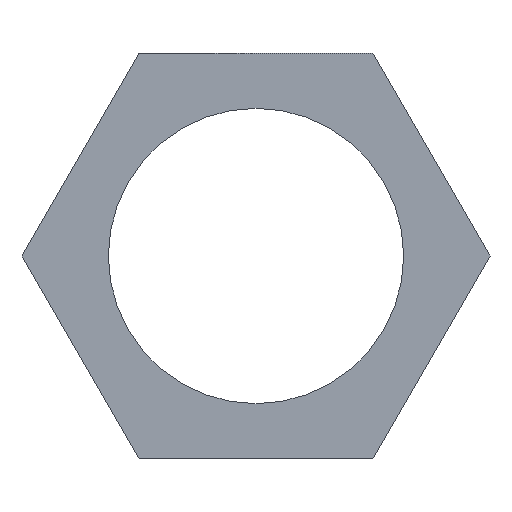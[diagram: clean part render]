
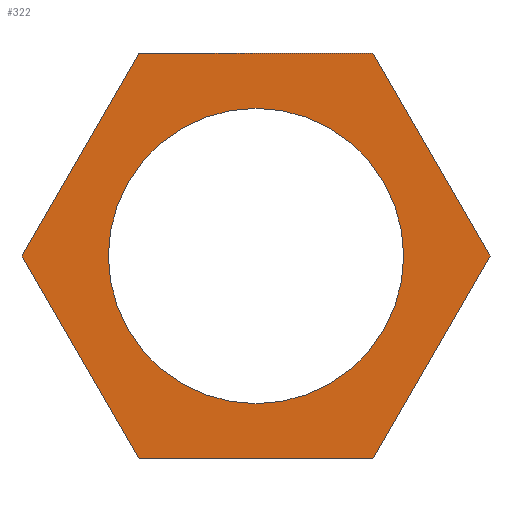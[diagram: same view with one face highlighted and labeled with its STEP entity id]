
A CAD part, front view. The second image highlights one B-rep face of the part: STEP entity #322.
In plain terms, the highlighted planar face has unit normal (0, -1, 0).
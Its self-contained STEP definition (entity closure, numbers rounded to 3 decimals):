
#7 = ORIENTED_EDGE ( 'NONE', *, *, #265, .F. ) ;
#9 = CIRCLE ( 'NONE', #169, 2.55 ) ;
#10 = CARTESIAN_POINT ( 'NONE',  ( 2.021, 0., 3.5 ) ) ;
#12 = ORIENTED_EDGE ( 'NONE', *, *, #110, .F. ) ;
#24 = DIRECTION ( 'NONE',  ( 1., 0., 0. ) ) ;
#27 = VERTEX_POINT ( 'NONE', #270 ) ;
#38 = VECTOR ( 'NONE', #224, 1000. ) ;
#43 = EDGE_CURVE ( 'NONE', #285, #218, #97, .T. ) ;
#46 = DIRECTION ( 'NONE',  ( 0., 0., 1. ) ) ;
#56 = EDGE_CURVE ( 'NONE', #332, #116, #143, .T. ) ;
#69 = DIRECTION ( 'NONE',  ( 0., 0., -1. ) ) ;
#76 = CARTESIAN_POINT ( 'NONE',  ( 0., 0., 0. ) ) ;
#77 = FACE_BOUND ( 'NONE', #137, .T. ) ;
#78 = DIRECTION ( 'NONE',  ( 0., 1., 0. ) ) ;
#82 = LINE ( 'NONE', #152, #202 ) ;
#83 = DIRECTION ( 'NONE',  ( 0., 0., -1. ) ) ;
#85 = LINE ( 'NONE', #334, #278 ) ;
#97 = LINE ( 'NONE', #10, #138 ) ;
#110 = EDGE_CURVE ( 'NONE', #167, #317, #294, .T. ) ;
#112 = PLANE ( 'NONE',  #231 ) ;
#113 = ORIENTED_EDGE ( 'NONE', *, *, #179, .F. ) ;
#116 = VERTEX_POINT ( 'NONE', #200 ) ;
#117 = ORIENTED_EDGE ( 'NONE', *, *, #227, .F. ) ;
#128 = CARTESIAN_POINT ( 'NONE',  ( 0., 0., 2.55 ) ) ;
#130 = DIRECTION ( 'NONE',  ( 0., -1., 0. ) ) ;
#137 = EDGE_LOOP ( 'NONE', ( #164, #155 ) ) ;
#138 = VECTOR ( 'NONE', #271, 1000. ) ;
#143 = CIRCLE ( 'NONE', #257, 2.55 ) ;
#152 = CARTESIAN_POINT ( 'NONE',  ( 4.041, 0., 0. ) ) ;
#155 = ORIENTED_EDGE ( 'NONE', *, *, #56, .F. ) ;
#158 = FACE_OUTER_BOUND ( 'NONE', #226, .T. ) ;
#159 = CARTESIAN_POINT ( 'NONE',  ( 2.021, 0., -3.5 ) ) ;
#164 = ORIENTED_EDGE ( 'NONE', *, *, #323, .F. ) ;
#167 = VERTEX_POINT ( 'NONE', #201 ) ;
#169 = AXIS2_PLACEMENT_3D ( 'NONE', #76, #130, #83 ) ;
#173 = CARTESIAN_POINT ( 'NONE',  ( 0., 0., 0. ) ) ;
#179 = EDGE_CURVE ( 'NONE', #218, #27, #82, .T. ) ;
#184 = CARTESIAN_POINT ( 'NONE',  ( -2.021, 0., 3.5 ) ) ;
#185 = CARTESIAN_POINT ( 'NONE',  ( -2.021, 0., -3.5 ) ) ;
#189 = LINE ( 'NONE', #313, #300 ) ;
#200 = CARTESIAN_POINT ( 'NONE',  ( 0., 0., -2.55 ) ) ;
#201 = CARTESIAN_POINT ( 'NONE',  ( -4.041, 0., 0. ) ) ;
#202 = VECTOR ( 'NONE', #206, 1000. ) ;
#206 = DIRECTION ( 'NONE',  ( -0.5, 0., -0.866 ) ) ;
#218 = VERTEX_POINT ( 'NONE', #273 ) ;
#224 = DIRECTION ( 'NONE',  ( 0.5, 0., 0.866 ) ) ;
#226 = EDGE_LOOP ( 'NONE', ( #341, #7, #12, #277, #117, #113 ) ) ;
#227 = EDGE_CURVE ( 'NONE', #27, #272, #261, .T. ) ;
#231 = AXIS2_PLACEMENT_3D ( 'NONE', #315, #78, #46 ) ;
#232 = DIRECTION ( 'NONE',  ( -1., 0., 0. ) ) ;
#233 = EDGE_CURVE ( 'NONE', #272, #167, #85, .T. ) ;
#237 = DIRECTION ( 'NONE',  ( -0.5, 0., 0.866 ) ) ;
#257 = AXIS2_PLACEMENT_3D ( 'NONE', #173, #299, #69 ) ;
#261 = LINE ( 'NONE', #159, #310 ) ;
#265 = EDGE_CURVE ( 'NONE', #317, #285, #189, .T. ) ;
#270 = CARTESIAN_POINT ( 'NONE',  ( 2.021, 0., -3.5 ) ) ;
#271 = DIRECTION ( 'NONE',  ( 0.5, 0., -0.866 ) ) ;
#272 = VERTEX_POINT ( 'NONE', #185 ) ;
#273 = CARTESIAN_POINT ( 'NONE',  ( 4.041, 0., 0. ) ) ;
#277 = ORIENTED_EDGE ( 'NONE', *, *, #233, .F. ) ;
#278 = VECTOR ( 'NONE', #237, 1000. ) ;
#283 = CARTESIAN_POINT ( 'NONE',  ( 2.021, 0., 3.5 ) ) ;
#285 = VERTEX_POINT ( 'NONE', #283 ) ;
#294 = LINE ( 'NONE', #301, #38 ) ;
#299 = DIRECTION ( 'NONE',  ( 0., -1., 0. ) ) ;
#300 = VECTOR ( 'NONE', #24, 1000. ) ;
#301 = CARTESIAN_POINT ( 'NONE',  ( -4.041, 0., 0. ) ) ;
#310 = VECTOR ( 'NONE', #232, 1000. ) ;
#313 = CARTESIAN_POINT ( 'NONE',  ( -2.021, 0., 3.5 ) ) ;
#315 = CARTESIAN_POINT ( 'NONE',  ( 0., 0., 0. ) ) ;
#317 = VERTEX_POINT ( 'NONE', #184 ) ;
#322 = ADVANCED_FACE ( 'NONE', ( #77, #158 ), #112, .F. ) ;
#323 = EDGE_CURVE ( 'NONE', #116, #332, #9, .T. ) ;
#332 = VERTEX_POINT ( 'NONE', #128 ) ;
#334 = CARTESIAN_POINT ( 'NONE',  ( -2.021, 0., -3.5 ) ) ;
#341 = ORIENTED_EDGE ( 'NONE', *, *, #43, .F. ) ;
